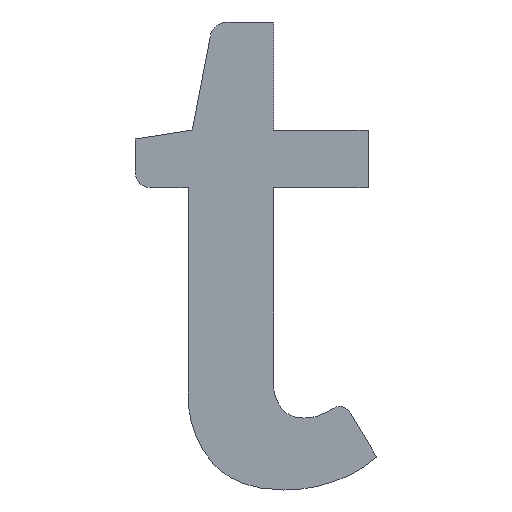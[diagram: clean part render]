
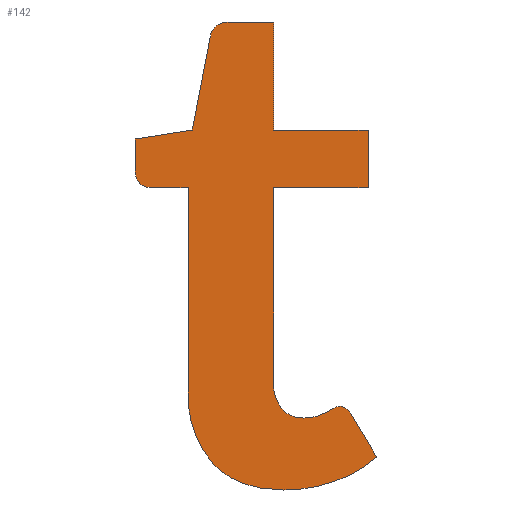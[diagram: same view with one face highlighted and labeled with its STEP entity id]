
A CAD part, front view. The second image highlights one B-rep face of the part: STEP entity #142.
In plain terms, the highlighted planar face has unit normal (0, -1, 0).
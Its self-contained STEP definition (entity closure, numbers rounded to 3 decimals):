
#12=LINE('',#216,#27);
#13=LINE('',#218,#28);
#14=LINE('',#224,#29);
#15=LINE('',#226,#30);
#16=LINE('',#234,#31);
#17=LINE('',#236,#32);
#18=LINE('',#238,#33);
#19=LINE('',#240,#34);
#20=LINE('',#242,#35);
#21=LINE('',#244,#36);
#22=LINE('',#250,#37);
#23=LINE('',#252,#38);
#24=LINE('',#254,#39);
#25=LINE('',#260,#40);
#26=LINE('',#262,#41);
#27=VECTOR('',#169,1000.);
#28=VECTOR('',#170,1000.);
#29=VECTOR('',#175,1000.);
#30=VECTOR('',#176,1000.);
#31=VECTOR('',#183,1000.);
#32=VECTOR('',#184,1000.);
#33=VECTOR('',#185,1000.);
#34=VECTOR('',#186,1000.);
#35=VECTOR('',#187,1000.);
#36=VECTOR('',#188,1000.);
#37=VECTOR('',#193,1000.);
#38=VECTOR('',#194,1000.);
#39=VECTOR('',#195,1000.);
#40=VECTOR('',#200,1000.);
#41=VECTOR('',#201,1000.);
#42=CIRCLE('',#149,0.338);
#43=CIRCLE('',#150,0.286);
#44=CIRCLE('',#151,0.021);
#45=CIRCLE('',#152,0.026);
#46=CIRCLE('',#153,0.095);
#47=CIRCLE('',#154,0.062);
#48=CIRCLE('',#155,0.088);
#49=CIRCLE('',#156,0.045);
#50=CIRCLE('',#157,0.039);
#51=CIRCLE('',#158,0.037);
#52=CIRCLE('',#159,0.041);
#53=CIRCLE('',#160,0.233);
#54=ORIENTED_EDGE('',*,*,#82,.F.);
#55=ORIENTED_EDGE('',*,*,#83,.F.);
#56=ORIENTED_EDGE('',*,*,#84,.F.);
#57=ORIENTED_EDGE('',*,*,#85,.F.);
#58=ORIENTED_EDGE('',*,*,#86,.F.);
#59=ORIENTED_EDGE('',*,*,#87,.F.);
#60=ORIENTED_EDGE('',*,*,#88,.F.);
#61=ORIENTED_EDGE('',*,*,#89,.F.);
#62=ORIENTED_EDGE('',*,*,#90,.F.);
#63=ORIENTED_EDGE('',*,*,#91,.F.);
#64=ORIENTED_EDGE('',*,*,#92,.F.);
#65=ORIENTED_EDGE('',*,*,#93,.F.);
#66=ORIENTED_EDGE('',*,*,#94,.F.);
#67=ORIENTED_EDGE('',*,*,#95,.F.);
#68=ORIENTED_EDGE('',*,*,#96,.F.);
#69=ORIENTED_EDGE('',*,*,#97,.F.);
#70=ORIENTED_EDGE('',*,*,#98,.F.);
#71=ORIENTED_EDGE('',*,*,#99,.F.);
#72=ORIENTED_EDGE('',*,*,#100,.F.);
#73=ORIENTED_EDGE('',*,*,#101,.F.);
#74=ORIENTED_EDGE('',*,*,#102,.F.);
#75=ORIENTED_EDGE('',*,*,#103,.F.);
#76=ORIENTED_EDGE('',*,*,#104,.F.);
#77=ORIENTED_EDGE('',*,*,#105,.F.);
#78=ORIENTED_EDGE('',*,*,#106,.F.);
#79=ORIENTED_EDGE('',*,*,#107,.F.);
#80=ORIENTED_EDGE('',*,*,#108,.F.);
#81=ORIENTED_EDGE('',*,*,#109,.F.);
#82=EDGE_CURVE('',#110,#111,#138,.T.);
#83=EDGE_CURVE('',#112,#110,#42,.T.);
#84=EDGE_CURVE('',#113,#112,#43,.T.);
#85=EDGE_CURVE('',#114,#113,#12,.T.);
#86=EDGE_CURVE('',#115,#114,#13,.T.);
#87=EDGE_CURVE('',#116,#115,#44,.T.);
#88=EDGE_CURVE('',#117,#116,#45,.T.);
#89=EDGE_CURVE('',#118,#117,#14,.T.);
#90=EDGE_CURVE('',#119,#118,#15,.T.);
#91=EDGE_CURVE('',#120,#119,#46,.T.);
#92=EDGE_CURVE('',#121,#120,#47,.T.);
#93=EDGE_CURVE('',#122,#121,#48,.T.);
#94=EDGE_CURVE('',#123,#122,#16,.T.);
#95=EDGE_CURVE('',#124,#123,#17,.T.);
#96=EDGE_CURVE('',#125,#124,#18,.T.);
#97=EDGE_CURVE('',#126,#125,#19,.T.);
#98=EDGE_CURVE('',#127,#126,#20,.T.);
#99=EDGE_CURVE('',#128,#127,#21,.T.);
#100=EDGE_CURVE('',#129,#128,#49,.T.);
#101=EDGE_CURVE('',#130,#129,#50,.T.);
#102=EDGE_CURVE('',#131,#130,#22,.T.);
#103=EDGE_CURVE('',#132,#131,#23,.T.);
#104=EDGE_CURVE('',#133,#132,#24,.T.);
#105=EDGE_CURVE('',#134,#133,#51,.T.);
#106=EDGE_CURVE('',#135,#134,#52,.T.);
#107=EDGE_CURVE('',#136,#135,#25,.T.);
#108=EDGE_CURVE('',#137,#136,#26,.T.);
#109=EDGE_CURVE('',#111,#137,#53,.T.);
#110=VERTEX_POINT('',#210);
#111=VERTEX_POINT('',#211);
#112=VERTEX_POINT('',#213);
#113=VERTEX_POINT('',#215);
#114=VERTEX_POINT('',#217);
#115=VERTEX_POINT('',#219);
#116=VERTEX_POINT('',#221);
#117=VERTEX_POINT('',#223);
#118=VERTEX_POINT('',#225);
#119=VERTEX_POINT('',#227);
#120=VERTEX_POINT('',#229);
#121=VERTEX_POINT('',#231);
#122=VERTEX_POINT('',#233);
#123=VERTEX_POINT('',#235);
#124=VERTEX_POINT('',#237);
#125=VERTEX_POINT('',#239);
#126=VERTEX_POINT('',#241);
#127=VERTEX_POINT('',#243);
#128=VERTEX_POINT('',#245);
#129=VERTEX_POINT('',#247);
#130=VERTEX_POINT('',#249);
#131=VERTEX_POINT('',#251);
#132=VERTEX_POINT('',#253);
#133=VERTEX_POINT('',#255);
#134=VERTEX_POINT('',#257);
#135=VERTEX_POINT('',#259);
#136=VERTEX_POINT('',#261);
#137=VERTEX_POINT('',#263);
#138=B_SPLINE_CURVE_WITH_KNOTS('',3,(#206,#207,#208,#209),.UNSPECIFIED.,
 .F.,.F.,(4,4),(0.,1.),.UNSPECIFIED.);
#139=EDGE_LOOP('',(#54,#55,#56,#57,#58,#59,#60,#61,#62,#63,#64,#65,#66,
#67,#68,#69,#70,#71,#72,#73,#74,#75,#76,#77,#78,#79,#80,#81));
#140=FACE_BOUND('',#139,.T.);
#141=PLANE('',#148);
#142=ADVANCED_FACE('',(#140),#141,.T.);
#148=AXIS2_PLACEMENT_3D('',#205,#163,#164);
#149=AXIS2_PLACEMENT_3D('',#212,#165,#166);
#150=AXIS2_PLACEMENT_3D('',#214,#167,#168);
#151=AXIS2_PLACEMENT_3D('',#220,#171,#172);
#152=AXIS2_PLACEMENT_3D('',#222,#173,#174);
#153=AXIS2_PLACEMENT_3D('',#228,#177,#178);
#154=AXIS2_PLACEMENT_3D('',#230,#179,#180);
#155=AXIS2_PLACEMENT_3D('',#232,#181,#182);
#156=AXIS2_PLACEMENT_3D('',#246,#189,#190);
#157=AXIS2_PLACEMENT_3D('',#248,#191,#192);
#158=AXIS2_PLACEMENT_3D('',#256,#196,#197);
#159=AXIS2_PLACEMENT_3D('',#258,#198,#199);
#160=AXIS2_PLACEMENT_3D('',#264,#202,#203);
#163=DIRECTION('',(0.,-1.,0.));
#164=DIRECTION('',(1.,0.,0.));
#165=DIRECTION('',(0.,1.,0.));
#166=DIRECTION('',(0.326,0.,-0.945));
#167=DIRECTION('',(0.,1.,0.));
#168=DIRECTION('',(0.654,0.,-0.757));
#169=DIRECTION('',(0.513,0.,-0.859));
#170=DIRECTION('',(0.663,0.,-0.749));
#171=DIRECTION('',(0.,1.,0.));
#172=DIRECTION('',(-0.029,0.,1.));
#173=DIRECTION('',(0.,1.,0.));
#174=DIRECTION('',(-0.564,0.,0.826));
#175=DIRECTION('',(0.883,0.,0.469));
#176=DIRECTION('',(0.916,0.,0.402));
#177=DIRECTION('',(0.,-1.,0.));
#178=DIRECTION('',(-0.023,0.,-1.));
#179=DIRECTION('',(0.,-1.,0.));
#180=DIRECTION('',(-0.75,0.,-0.661));
#181=DIRECTION('',(0.,-1.,0.));
#182=DIRECTION('',(-0.998,0.,0.057));
#183=DIRECTION('',(0.,0.,-1.));
#184=DIRECTION('',(-1.,0.,0.));
#185=DIRECTION('',(0.,0.,-1.));
#186=DIRECTION('',(1.,0.,0.));
#187=DIRECTION('',(0.,0.,-1.));
#188=DIRECTION('',(1.,0.,0.));
#189=DIRECTION('',(0.,1.,0.));
#190=DIRECTION('',(-0.588,0.,0.809));
#191=DIRECTION('',(0.,1.,0.));
#192=DIRECTION('',(-0.981,0.,0.193));
#193=DIRECTION('',(0.188,0.,0.982));
#194=DIRECTION('',(0.988,0.,0.156));
#195=DIRECTION('',(0.,0.,1.));
#196=DIRECTION('',(0.,1.,0.));
#197=DIRECTION('',(-0.713,0.,-0.701));
#198=DIRECTION('',(0.,1.,0.));
#199=DIRECTION('',(0.024,0.,-1.));
#200=DIRECTION('',(-1.,0.,0.));
#201=DIRECTION('',(0.,0.,1.));
#202=DIRECTION('',(0.,1.,0.));
#203=DIRECTION('',(-0.763,0.,-0.646));
#205=CARTESIAN_POINT('',(2.277,0.,0.));
#206=CARTESIAN_POINT('',(2.277,0.,0.));
#207=CARTESIAN_POINT('',(2.208,0.,0.));
#208=CARTESIAN_POINT('',(2.155,0.,0.02));
#209=CARTESIAN_POINT('',(2.119,0.,0.059));
#210=CARTESIAN_POINT('',(2.277,0.,0.));
#211=CARTESIAN_POINT('',(2.119,0.,0.059));
#212=CARTESIAN_POINT('',(2.277,0.,0.338));
#213=CARTESIAN_POINT('',(2.388,0.,0.019));
#214=CARTESIAN_POINT('',(2.296,0.,0.289));
#215=CARTESIAN_POINT('',(2.483,0.,0.073));
#216=CARTESIAN_POINT('',(2.426,0.,0.169));
#217=CARTESIAN_POINT('',(2.426,0.,0.169));
#218=CARTESIAN_POINT('',(2.42,0.,0.175));
#219=CARTESIAN_POINT('',(2.415,0.,0.182));
#220=CARTESIAN_POINT('',(2.402,0.,0.165));
#221=CARTESIAN_POINT('',(2.401,0.,0.186));
#222=CARTESIAN_POINT('',(2.402,0.,0.16));
#223=CARTESIAN_POINT('',(2.387,0.,0.182));
#224=CARTESIAN_POINT('',(2.379,0.,0.177));
#225=CARTESIAN_POINT('',(2.371,0.,0.173));
#226=CARTESIAN_POINT('',(2.361,0.,0.169));
#227=CARTESIAN_POINT('',(2.351,0.,0.164));
#228=CARTESIAN_POINT('',(2.323,0.,0.255));
#229=CARTESIAN_POINT('',(2.321,0.,0.16));
#230=CARTESIAN_POINT('',(2.318,0.,0.222));
#231=CARTESIAN_POINT('',(2.272,0.,0.181));
#232=CARTESIAN_POINT('',(2.341,0.,0.234));
#233=CARTESIAN_POINT('',(2.254,0.,0.24));
#234=CARTESIAN_POINT('',(2.254,0.,0.672));
#235=CARTESIAN_POINT('',(2.254,0.,0.672));
#236=CARTESIAN_POINT('',(2.464,0.,0.672));
#237=CARTESIAN_POINT('',(2.464,0.,0.672));
#238=CARTESIAN_POINT('',(2.464,0.,0.8));
#239=CARTESIAN_POINT('',(2.464,0.,0.8));
#240=CARTESIAN_POINT('',(2.254,0.,0.8));
#241=CARTESIAN_POINT('',(2.254,0.,0.8));
#242=CARTESIAN_POINT('',(2.254,0.,1.04));
#243=CARTESIAN_POINT('',(2.254,0.,1.04));
#244=CARTESIAN_POINT('',(2.155,0.,1.04));
#245=CARTESIAN_POINT('',(2.155,0.,1.04));
#246=CARTESIAN_POINT('',(2.153,0.,0.995));
#247=CARTESIAN_POINT('',(2.127,0.,1.032));
#248=CARTESIAN_POINT('',(2.151,0.,1.001));
#249=CARTESIAN_POINT('',(2.113,0.,1.009));
#250=CARTESIAN_POINT('',(2.073,0.,0.8));
#251=CARTESIAN_POINT('',(2.073,0.,0.8));
#252=CARTESIAN_POINT('',(1.946,0.,0.78));
#253=CARTESIAN_POINT('',(1.946,0.,0.78));
#254=CARTESIAN_POINT('',(1.946,0.,0.71));
#255=CARTESIAN_POINT('',(1.946,0.,0.71));
#256=CARTESIAN_POINT('',(1.983,0.,0.707));
#257=CARTESIAN_POINT('',(1.957,0.,0.681));
#258=CARTESIAN_POINT('',(1.982,0.,0.713));
#259=CARTESIAN_POINT('',(1.983,0.,0.672));
#260=CARTESIAN_POINT('',(2.064,0.,0.672));
#261=CARTESIAN_POINT('',(2.064,0.,0.672));
#262=CARTESIAN_POINT('',(2.064,0.,0.223));
#263=CARTESIAN_POINT('',(2.064,0.,0.223));
#264=CARTESIAN_POINT('',(2.297,0.,0.21));
